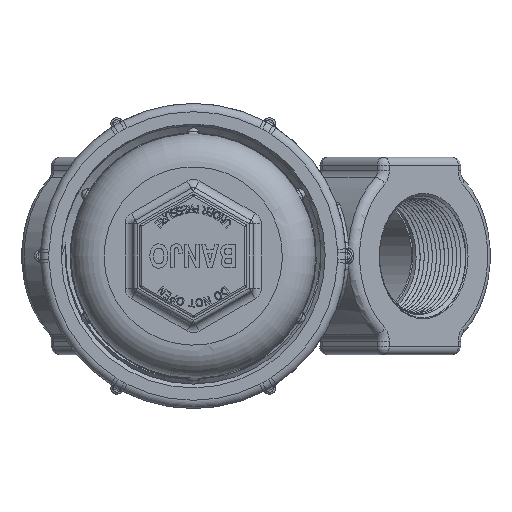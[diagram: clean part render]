
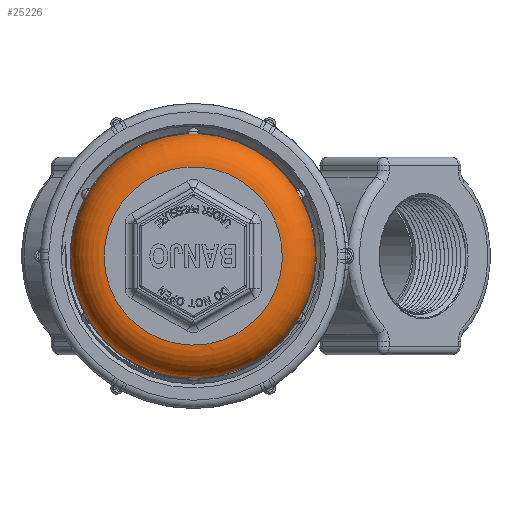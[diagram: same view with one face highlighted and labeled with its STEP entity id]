
A CAD part, front view. The second image highlights one B-rep face of the part: STEP entity #25226.
In plain terms, the highlighted toroidal (fillet/blend) face has major radius 34.319 mm and minor radius 12.7 mm.
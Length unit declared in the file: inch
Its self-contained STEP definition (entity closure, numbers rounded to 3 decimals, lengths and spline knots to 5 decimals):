
#250=TOROIDAL_SURFACE('',#27504,1.35115,0.5);
#5485=CIRCLE('',#27287,1.35115);
#5601=CIRCLE('',#27505,1.85115);
#5602=CIRCLE('',#27506,1.85115);
#5603=CIRCLE('',#27507,1.85115);
#5604=CIRCLE('',#27508,1.85115);
#5605=CIRCLE('',#27509,1.85115);
#5606=CIRCLE('',#27510,1.85115);
#5858=FACE_BOUND('',#8183,.T.);
#6610=FACE_OUTER_BOUND('',#8182,.T.);
#8182=EDGE_LOOP('',(#19742,#19743,#19744,#19745,#19746,#19747,#19748,#19749,
#19750,#19751,#19752,#19753));
#8183=EDGE_LOOP('',(#19754));
#9427=B_SPLINE_CURVE_WITH_KNOTS('',3,(#48406,#48407,#48408,#48409,#48410,
#48411),.UNSPECIFIED.,.F.,.F.,(4,1,1,4),(-2.97563,-2.70553,
-2.52547,-2.3454),.UNSPECIFIED.);
#9431=B_SPLINE_CURVE_WITH_KNOTS('',3,(#48468,#48469,#48470,#48471,#48472,
#48473),.UNSPECIFIED.,.F.,.F.,(4,1,1,4),(-0.63023,-0.45016,
-0.2701,0.),.UNSPECIFIED.);
#9432=B_SPLINE_CURVE_WITH_KNOTS('',3,(#48477,#48478,#48479,#48480,#48481,
#48482),.UNSPECIFIED.,.F.,.F.,(4,1,1,4),(-2.97563,-2.79557,
-2.6155,-2.3454),.UNSPECIFIED.);
#9433=B_SPLINE_CURVE_WITH_KNOTS('',3,(#48486,#48487,#48488,#48489,#48490,
#48491),.UNSPECIFIED.,.F.,.F.,(4,1,1,4),(-2.97563,-2.79557,
-2.6155,-2.3454),.UNSPECIFIED.);
#9434=B_SPLINE_CURVE_WITH_KNOTS('',3,(#48495,#48496,#48497,#48498,#48499,
#48500),.UNSPECIFIED.,.F.,.F.,(4,1,1,4),(-0.63023,-0.45016,
-0.2701,0.),.UNSPECIFIED.);
#9435=B_SPLINE_CURVE_WITH_KNOTS('',3,(#48504,#48505,#48506,#48507,#48508,
#48509),.UNSPECIFIED.,.F.,.F.,(4,1,1,4),(-2.97563,-2.79557,
-2.6155,-2.3454),.UNSPECIFIED.);
#11211=VERTEX_POINT('',#47567);
#11342=VERTEX_POINT('',#48363);
#11344=VERTEX_POINT('',#48404);
#11345=VERTEX_POINT('',#48465);
#11346=VERTEX_POINT('',#48467);
#11347=VERTEX_POINT('',#48474);
#11348=VERTEX_POINT('',#48476);
#11349=VERTEX_POINT('',#48483);
#11350=VERTEX_POINT('',#48485);
#11351=VERTEX_POINT('',#48492);
#11352=VERTEX_POINT('',#48494);
#11353=VERTEX_POINT('',#48501);
#11354=VERTEX_POINT('',#48503);
#14155=EDGE_CURVE('',#11211,#11211,#5485,.T.);
#14387=EDGE_CURVE('',#11344,#11342,#9427,.T.);
#14393=EDGE_CURVE('',#11345,#11344,#5601,.T.);
#14394=EDGE_CURVE('',#11346,#11345,#9431,.T.);
#14395=EDGE_CURVE('',#11347,#11346,#5602,.T.);
#14396=EDGE_CURVE('',#11348,#11347,#9432,.T.);
#14397=EDGE_CURVE('',#11349,#11348,#5603,.T.);
#14398=EDGE_CURVE('',#11350,#11349,#9433,.T.);
#14399=EDGE_CURVE('',#11351,#11350,#5604,.T.);
#14400=EDGE_CURVE('',#11352,#11351,#9434,.T.);
#14401=EDGE_CURVE('',#11353,#11352,#5605,.T.);
#14402=EDGE_CURVE('',#11354,#11353,#9435,.T.);
#14403=EDGE_CURVE('',#11342,#11354,#5606,.T.);
#19742=ORIENTED_EDGE('',*,*,#14387,.F.);
#19743=ORIENTED_EDGE('',*,*,#14393,.F.);
#19744=ORIENTED_EDGE('',*,*,#14394,.F.);
#19745=ORIENTED_EDGE('',*,*,#14395,.F.);
#19746=ORIENTED_EDGE('',*,*,#14396,.F.);
#19747=ORIENTED_EDGE('',*,*,#14397,.F.);
#19748=ORIENTED_EDGE('',*,*,#14398,.F.);
#19749=ORIENTED_EDGE('',*,*,#14399,.F.);
#19750=ORIENTED_EDGE('',*,*,#14400,.F.);
#19751=ORIENTED_EDGE('',*,*,#14401,.F.);
#19752=ORIENTED_EDGE('',*,*,#14402,.F.);
#19753=ORIENTED_EDGE('',*,*,#14403,.F.);
#19754=ORIENTED_EDGE('',*,*,#14155,.T.);
#25226=ADVANCED_FACE('',(#6610,#5858),#250,.T.);
#27287=AXIS2_PLACEMENT_3D('',#47568,#31013,#31014);
#27504=AXIS2_PLACEMENT_3D('',#48464,#31537,#31538);
#27505=AXIS2_PLACEMENT_3D('',#48466,#31539,#31540);
#27506=AXIS2_PLACEMENT_3D('',#48475,#31541,#31542);
#27507=AXIS2_PLACEMENT_3D('',#48484,#31543,#31544);
#27508=AXIS2_PLACEMENT_3D('',#48493,#31545,#31546);
#27509=AXIS2_PLACEMENT_3D('',#48502,#31547,#31548);
#27510=AXIS2_PLACEMENT_3D('',#48510,#31549,#31550);
#31013=DIRECTION('center_axis',(0.,1.,0.));
#31014=DIRECTION('ref_axis',(-1.,0.,0.));
#31537=DIRECTION('center_axis',(0.,1.,0.));
#31538=DIRECTION('ref_axis',(0.,0.,1.));
#31539=DIRECTION('center_axis',(0.,1.,0.));
#31540=DIRECTION('ref_axis',(-1.,0.,0.));
#31541=DIRECTION('center_axis',(0.,1.,0.));
#31542=DIRECTION('ref_axis',(-1.,0.,0.));
#31543=DIRECTION('center_axis',(0.,1.,0.));
#31544=DIRECTION('ref_axis',(-1.,0.,0.));
#31545=DIRECTION('center_axis',(0.,1.,0.));
#31546=DIRECTION('ref_axis',(-1.,0.,0.));
#31547=DIRECTION('center_axis',(0.,1.,0.));
#31548=DIRECTION('ref_axis',(-1.,0.,0.));
#31549=DIRECTION('center_axis',(0.,1.,0.));
#31550=DIRECTION('ref_axis',(-1.,0.,0.));
#47567=CARTESIAN_POINT('',(-1.35115,-3.44,0.));
#47568=CARTESIAN_POINT('Origin',(0.,-3.44,0.));
#48363=CARTESIAN_POINT('',(-1.54725,-2.94,1.01625));
#48404=CARTESIAN_POINT('',(-1.65373,-2.94,0.83183));
#48406=CARTESIAN_POINT('Ctrl Pts',(-1.65373,-2.94,
0.83183));
#48407=CARTESIAN_POINT('Ctrl Pts',(-1.64357,-2.9639,0.85202));
#48408=CARTESIAN_POINT('Ctrl Pts',(-1.61605,-2.99004,
0.89903));
#48409=CARTESIAN_POINT('Ctrl Pts',(-1.5753,-2.98083,
0.97004));
#48410=CARTESIAN_POINT('Ctrl Pts',(-1.55551,-2.9559,
1.00368));
#48411=CARTESIAN_POINT('Ctrl Pts',(-1.54725,-2.94,
1.01625));
#48464=CARTESIAN_POINT('Origin',(0.,-2.94,0.));
#48465=CARTESIAN_POINT('',(-1.65373,-2.94,-0.83183));
#48466=CARTESIAN_POINT('Origin',(0.,-2.94,0.));
#48467=CARTESIAN_POINT('',(-1.54725,-2.94,-1.01625));
#48468=CARTESIAN_POINT('Ctrl Pts',(-1.54725,-2.94,
-1.01625));
#48469=CARTESIAN_POINT('Ctrl Pts',(-1.55552,-2.95593,
-1.00366));
#48470=CARTESIAN_POINT('Ctrl Pts',(-1.5753,-2.98081,
-0.97004));
#48471=CARTESIAN_POINT('Ctrl Pts',(-1.61605,-2.99004,
-0.89902));
#48472=CARTESIAN_POINT('Ctrl Pts',(-1.64359,-2.96386,
-0.85199));
#48473=CARTESIAN_POINT('Ctrl Pts',(-1.65373,-2.94,
-0.83183));
#48474=CARTESIAN_POINT('',(-0.10647,-2.94,-1.84809));
#48475=CARTESIAN_POINT('Origin',(0.,-2.94,0.));
#48476=CARTESIAN_POINT('',(0.10647,-2.94,-1.84809));
#48477=CARTESIAN_POINT('Ctrl Pts',(0.10647,-2.94,
-1.84809));
#48478=CARTESIAN_POINT('Ctrl Pts',(0.09143,-2.95593,
-1.84895));
#48479=CARTESIAN_POINT('Ctrl Pts',(0.05244,-2.98081,
-1.84927));
#48480=CARTESIAN_POINT('Ctrl Pts',(-0.02945,-2.99004,
-1.84906));
#48481=CARTESIAN_POINT('Ctrl Pts',(-0.08395,-2.96386,
-1.84938));
#48482=CARTESIAN_POINT('Ctrl Pts',(-0.10647,-2.94,
-1.84809));
#48483=CARTESIAN_POINT('',(1.54725,-2.94,-1.01625));
#48484=CARTESIAN_POINT('Origin',(0.,-2.94,0.));
#48485=CARTESIAN_POINT('',(1.65373,-2.94,-0.83183));
#48486=CARTESIAN_POINT('Ctrl Pts',(1.65373,-2.94,-0.83183));
#48487=CARTESIAN_POINT('Ctrl Pts',(1.64696,-2.95593,-0.84529));
#48488=CARTESIAN_POINT('Ctrl Pts',(1.62773,-2.98081,-0.87922));
#48489=CARTESIAN_POINT('Ctrl Pts',(1.5866,-2.99004,-0.95003));
#48490=CARTESIAN_POINT('Ctrl Pts',(1.55964,-2.96386,-0.9974));
#48491=CARTESIAN_POINT('Ctrl Pts',(1.54725,-2.94,-1.01625));
#48492=CARTESIAN_POINT('',(1.65373,-2.94,0.83183));
#48493=CARTESIAN_POINT('Origin',(0.,-2.94,0.));
#48494=CARTESIAN_POINT('',(1.54725,-2.94,1.01625));
#48495=CARTESIAN_POINT('Ctrl Pts',(1.54725,-2.94,1.01625));
#48496=CARTESIAN_POINT('Ctrl Pts',(1.55552,-2.95593,1.00366));
#48497=CARTESIAN_POINT('Ctrl Pts',(1.5753,-2.98081,0.97004));
#48498=CARTESIAN_POINT('Ctrl Pts',(1.61605,-2.99004,0.89902));
#48499=CARTESIAN_POINT('Ctrl Pts',(1.64359,-2.96386,0.85199));
#48500=CARTESIAN_POINT('Ctrl Pts',(1.65373,-2.94,0.83183));
#48501=CARTESIAN_POINT('',(0.10647,-2.94,1.84809));
#48502=CARTESIAN_POINT('Origin',(0.,-2.94,0.));
#48503=CARTESIAN_POINT('',(-0.10647,-2.94,1.84809));
#48504=CARTESIAN_POINT('Ctrl Pts',(-0.10647,-2.94,
1.84809));
#48505=CARTESIAN_POINT('Ctrl Pts',(-0.09143,-2.95593,
1.84895));
#48506=CARTESIAN_POINT('Ctrl Pts',(-0.05244,-2.98081,
1.84927));
#48507=CARTESIAN_POINT('Ctrl Pts',(0.02945,-2.99004,
1.84906));
#48508=CARTESIAN_POINT('Ctrl Pts',(0.08395,-2.96386,
1.84938));
#48509=CARTESIAN_POINT('Ctrl Pts',(0.10647,-2.94,
1.84809));
#48510=CARTESIAN_POINT('Origin',(0.,-2.94,0.));
